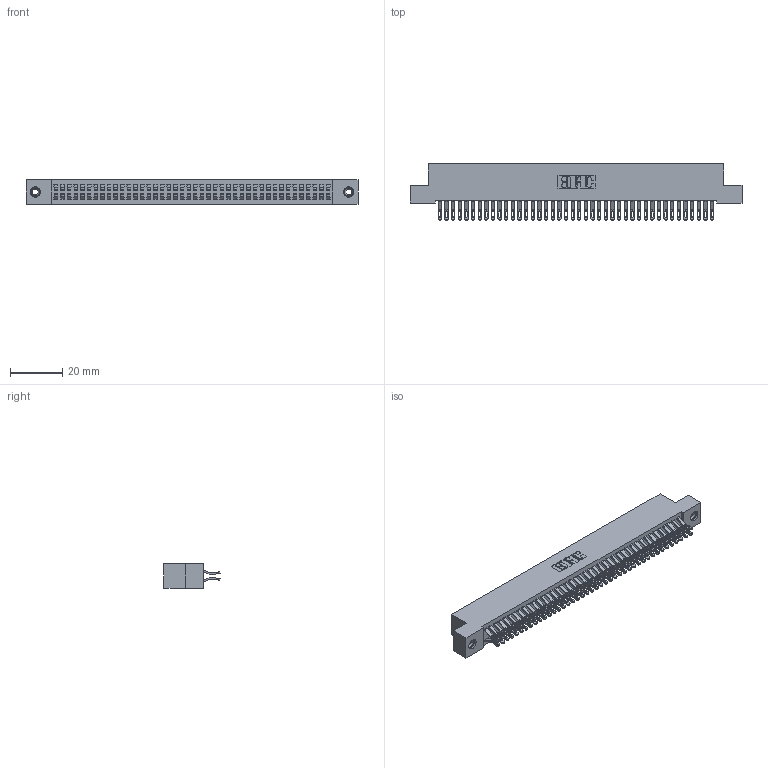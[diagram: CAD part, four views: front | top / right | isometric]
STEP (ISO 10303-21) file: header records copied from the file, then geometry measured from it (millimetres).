
FILE_DESCRIPTION (( 'STEP AP203' ), '1' );
FILE_NAME ('342-084-555-208.STEP', '2019-10-04T12:47:24', ( '' ), ( '' ), 'SwSTEP 2.0', 'SolidWorks 2016', '' );
FILE_SCHEMA (( 'CONFIG_CONTROL_DESIGN' ));
Length unit declared in the file: inch
Products named in the file (4): 342 Part_TI; 345-292-001_555 Tail; 345-250-001_345-250-003-102; 342-084-555-208
Assembly tree (87 placements, depth 2):
  342-084-555-208
    342 Part_TI
    345-292-001_555 Tail  x84
    345-250-001_345-250-003-102  x2
Bounding box: 127 x 21.47 x 9.4 mm (x, y, z)
Volume: 11638.7 mm3; surface area: 19767.9 mm2
Topology: 87 solids, 87 shells, 5042 faces, 15807 edges, 10530 vertices
Faces by surface type: plane 2954, cylinder 2072, cone 12, torus 4
Entity records: 28400 total; most frequent: CARTESIAN_POINT 4723, ORIENTED_EDGE 4622, DIRECTION 4037, EDGE_CURVE 2311, LINE 2143, VECTOR 2143, VERTEX_POINT 1536, AXIS2_PLACEMENT_3D 947
